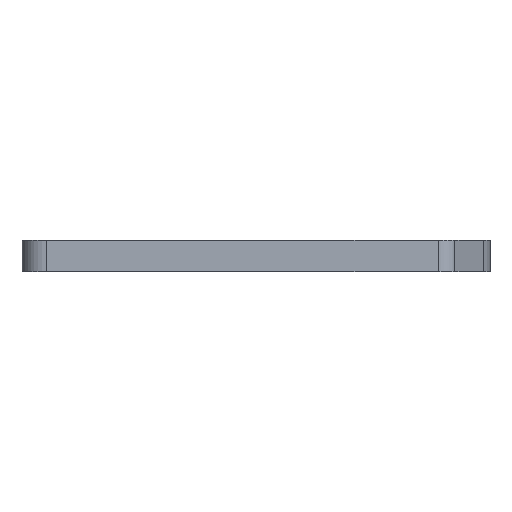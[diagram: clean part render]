
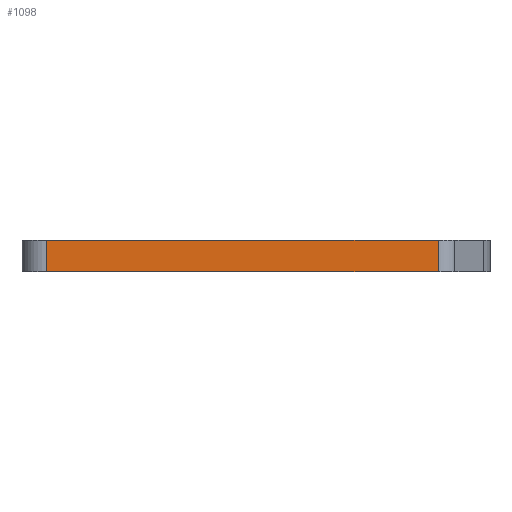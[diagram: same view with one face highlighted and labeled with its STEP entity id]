
A CAD part, front view. The second image highlights one B-rep face of the part: STEP entity #1098.
In plain terms, the highlighted planar face has unit normal (0, -1, 0).
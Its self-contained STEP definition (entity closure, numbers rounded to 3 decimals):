
#61=PLANE('',#1219);
#103=FACE_OUTER_BOUND('',#184,.T.);
#184=EDGE_LOOP('',(#853,#854,#855,#856));
#269=LINE('',#1761,#352);
#279=LINE('',#1799,#362);
#280=LINE('',#1803,#363);
#281=LINE('',#1804,#364);
#352=VECTOR('',#1419,10.);
#362=VECTOR('',#1453,10.);
#363=VECTOR('',#1458,10.);
#364=VECTOR('',#1459,10.);
#526=VERTEX_POINT('',#1758);
#527=VERTEX_POINT('',#1760);
#543=VERTEX_POINT('',#1798);
#544=VERTEX_POINT('',#1802);
#642=EDGE_CURVE('',#526,#527,#269,.T.);
#661=EDGE_CURVE('',#527,#543,#279,.T.);
#663=EDGE_CURVE('',#526,#544,#280,.T.);
#664=EDGE_CURVE('',#543,#544,#281,.T.);
#853=ORIENTED_EDGE('',*,*,#661,.F.);
#854=ORIENTED_EDGE('',*,*,#642,.F.);
#855=ORIENTED_EDGE('',*,*,#663,.T.);
#856=ORIENTED_EDGE('',*,*,#664,.F.);
#1098=ADVANCED_FACE('',(#103),#61,.T.);
#1219=AXIS2_PLACEMENT_3D('',#1801,#1456,#1457);
#1419=DIRECTION('',(1.,0.,0.));
#1453=DIRECTION('',(0.,0.,-1.));
#1456=DIRECTION('center_axis',(0.,-1.,0.));
#1457=DIRECTION('ref_axis',(-1.,0.,0.));
#1458=DIRECTION('',(0.,0.,-1.));
#1459=DIRECTION('',(-1.,0.,0.));
#1758=CARTESIAN_POINT('',(70.494,-28.692,-45.606));
#1760=CARTESIAN_POINT('',(149.853,-28.692,-45.606));
#1761=CARTESIAN_POINT('',(70.494,-28.692,-45.606));
#1798=CARTESIAN_POINT('',(149.853,-28.692,-51.956));
#1799=CARTESIAN_POINT('',(149.853,-28.692,-51.956));
#1801=CARTESIAN_POINT('Origin',(132.045,-28.692,-45.606));
#1802=CARTESIAN_POINT('',(70.494,-28.692,-51.956));
#1803=CARTESIAN_POINT('',(70.494,-28.692,-45.606));
#1804=CARTESIAN_POINT('',(70.494,-28.692,-51.956));
